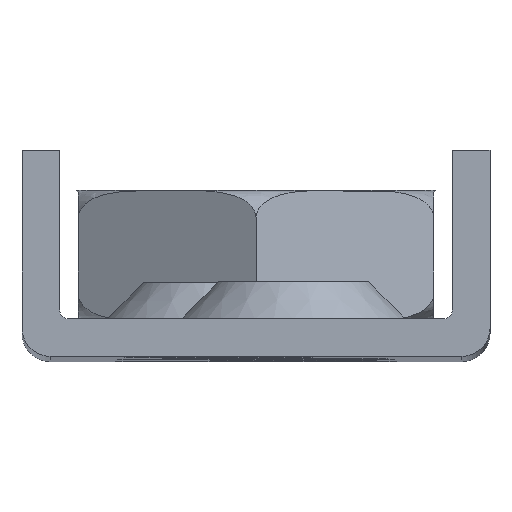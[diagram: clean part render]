
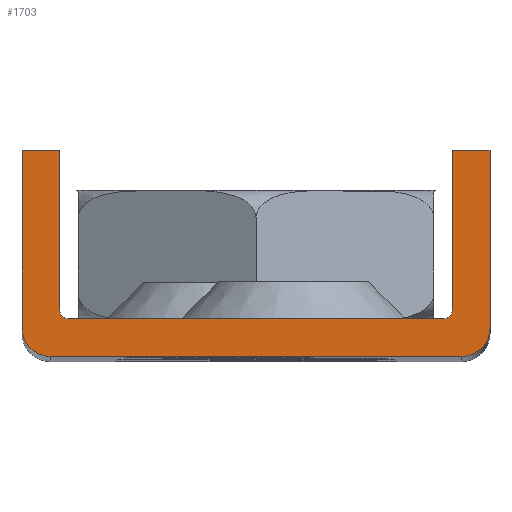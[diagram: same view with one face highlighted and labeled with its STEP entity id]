
A CAD part, top view. The second image highlights one B-rep face of the part: STEP entity #1703.
In plain terms, the highlighted planar face has unit normal (0, 0, 1).
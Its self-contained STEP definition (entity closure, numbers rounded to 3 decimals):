
#144=PLANE('',#1938);
#228=FACE_OUTER_BOUND('',#344,.T.);
#344=EDGE_LOOP('',(#1493,#1494,#1495,#1496,#1497,#1498,#1499,#1500,#1501,
#1502,#1503,#1504));
#435=CIRCLE('',#1920,0.5);
#437=CIRCLE('',#1924,0.5);
#439=CIRCLE('',#1930,1.5);
#441=CIRCLE('',#1934,1.5);
#521=LINE('',#2635,#648);
#547=LINE('',#2802,#674);
#551=LINE('',#2810,#678);
#555=LINE('',#2822,#682);
#559=LINE('',#2834,#686);
#562=LINE('',#2840,#689);
#565=LINE('',#2846,#692);
#569=LINE('',#2861,#696);
#648=VECTOR('',#2140,10.);
#674=VECTOR('',#2332,10.);
#678=VECTOR('',#2338,10.);
#682=VECTOR('',#2350,10.);
#686=VECTOR('',#2362,10.);
#689=VECTOR('',#2367,10.);
#692=VECTOR('',#2372,10.);
#696=VECTOR('',#2392,10.);
#755=VERTEX_POINT('',#2633);
#756=VERTEX_POINT('',#2634);
#813=VERTEX_POINT('',#2800);
#814=VERTEX_POINT('',#2801);
#817=VERTEX_POINT('',#2809);
#819=VERTEX_POINT('',#2815);
#821=VERTEX_POINT('',#2821);
#823=VERTEX_POINT('',#2827);
#825=VERTEX_POINT('',#2833);
#827=VERTEX_POINT('',#2839);
#829=VERTEX_POINT('',#2845);
#831=VERTEX_POINT('',#2855);
#951=EDGE_CURVE('',#755,#756,#521,.T.);
#1031=EDGE_CURVE('',#813,#814,#547,.T.);
#1035=EDGE_CURVE('',#814,#817,#551,.T.);
#1038=EDGE_CURVE('',#817,#819,#435,.T.);
#1041=EDGE_CURVE('',#819,#821,#555,.T.);
#1044=EDGE_CURVE('',#821,#823,#437,.T.);
#1047=EDGE_CURVE('',#823,#825,#559,.T.);
#1050=EDGE_CURVE('',#825,#827,#562,.T.);
#1053=EDGE_CURVE('',#827,#829,#565,.T.);
#1056=EDGE_CURVE('',#829,#755,#439,.T.);
#1058=EDGE_CURVE('',#756,#831,#441,.T.);
#1061=EDGE_CURVE('',#831,#813,#569,.T.);
#1493=ORIENTED_EDGE('',*,*,#1031,.F.);
#1494=ORIENTED_EDGE('',*,*,#1061,.F.);
#1495=ORIENTED_EDGE('',*,*,#1058,.F.);
#1496=ORIENTED_EDGE('',*,*,#951,.F.);
#1497=ORIENTED_EDGE('',*,*,#1056,.F.);
#1498=ORIENTED_EDGE('',*,*,#1053,.F.);
#1499=ORIENTED_EDGE('',*,*,#1050,.F.);
#1500=ORIENTED_EDGE('',*,*,#1047,.F.);
#1501=ORIENTED_EDGE('',*,*,#1044,.F.);
#1502=ORIENTED_EDGE('',*,*,#1041,.F.);
#1503=ORIENTED_EDGE('',*,*,#1038,.F.);
#1504=ORIENTED_EDGE('',*,*,#1035,.F.);
#1703=ADVANCED_FACE('',(#228),#144,.T.);
#1920=AXIS2_PLACEMENT_3D('',#2816,#2343,#2344);
#1924=AXIS2_PLACEMENT_3D('',#2828,#2355,#2356);
#1930=AXIS2_PLACEMENT_3D('',#2851,#2377,#2378);
#1934=AXIS2_PLACEMENT_3D('',#2856,#2385,#2386);
#1938=AXIS2_PLACEMENT_3D('',#2864,#2396,#2397);
#2140=DIRECTION('',(-1.,0.,0.));
#2332=DIRECTION('',(1.,0.,0.));
#2338=DIRECTION('',(0.,-1.,0.));
#2343=DIRECTION('center_axis',(0.,0.,1.));
#2344=DIRECTION('ref_axis',(1.,0.,0.));
#2350=DIRECTION('',(1.,0.,0.));
#2355=DIRECTION('center_axis',(0.,0.,1.));
#2356=DIRECTION('ref_axis',(0.,1.,0.));
#2362=DIRECTION('',(0.,1.,0.));
#2367=DIRECTION('',(1.,0.,0.));
#2372=DIRECTION('',(0.,-1.,0.));
#2377=DIRECTION('center_axis',(0.,0.,-1.));
#2378=DIRECTION('ref_axis',(0.,-1.,0.));
#2385=DIRECTION('center_axis',(0.,0.,-1.));
#2386=DIRECTION('ref_axis',(-1.,0.,0.));
#2392=DIRECTION('',(0.,1.,0.));
#2396=DIRECTION('center_axis',(0.,0.,1.));
#2397=DIRECTION('ref_axis',(1.,0.,0.));
#2633=CARTESIAN_POINT('',(23.5,0.,160.));
#2634=CARTESIAN_POINT('',(1.5,0.,160.));
#2635=CARTESIAN_POINT('',(1.5,0.,160.));
#2800=CARTESIAN_POINT('',(0.,11.,160.));
#2801=CARTESIAN_POINT('',(2.,11.,160.));
#2802=CARTESIAN_POINT('',(2.,11.,160.));
#2809=CARTESIAN_POINT('',(2.,2.5,160.));
#2810=CARTESIAN_POINT('',(2.,2.5,160.));
#2815=CARTESIAN_POINT('',(2.5,2.,160.));
#2816=CARTESIAN_POINT('Origin',(2.5,2.5,160.));
#2821=CARTESIAN_POINT('',(22.5,2.,160.));
#2822=CARTESIAN_POINT('',(22.5,2.,160.));
#2827=CARTESIAN_POINT('',(23.,2.5,160.));
#2828=CARTESIAN_POINT('Origin',(22.5,2.5,160.));
#2833=CARTESIAN_POINT('',(23.,11.,160.));
#2834=CARTESIAN_POINT('',(23.,11.,160.));
#2839=CARTESIAN_POINT('',(25.,11.,160.));
#2840=CARTESIAN_POINT('',(25.,11.,160.));
#2845=CARTESIAN_POINT('',(25.,1.5,160.));
#2846=CARTESIAN_POINT('',(25.,1.5,160.));
#2851=CARTESIAN_POINT('Origin',(23.5,1.5,160.));
#2855=CARTESIAN_POINT('',(0.,1.5,160.));
#2856=CARTESIAN_POINT('Origin',(1.5,1.5,160.));
#2861=CARTESIAN_POINT('',(0.,11.,160.));
#2864=CARTESIAN_POINT('Origin',(12.5,3.666,160.));
